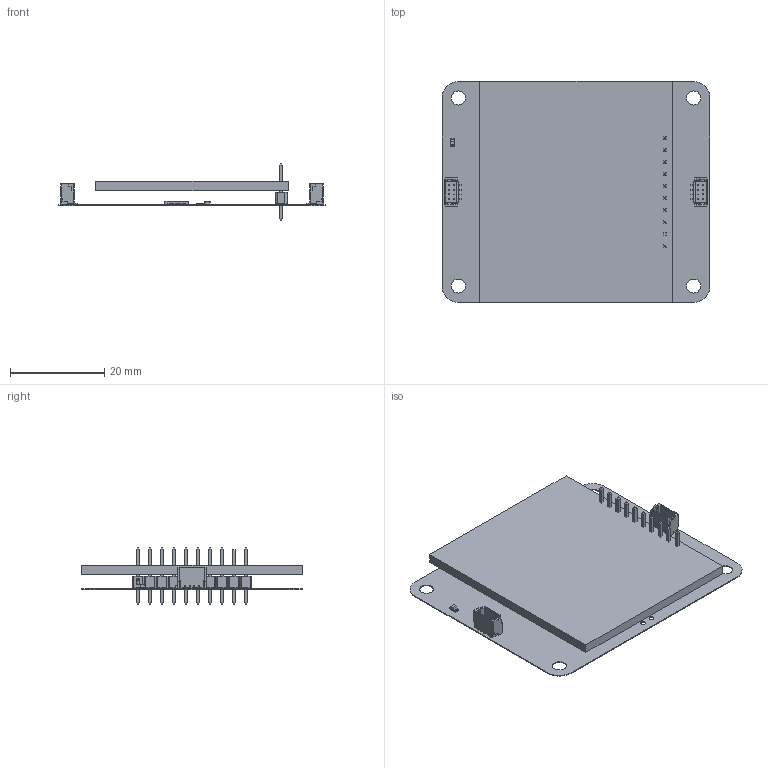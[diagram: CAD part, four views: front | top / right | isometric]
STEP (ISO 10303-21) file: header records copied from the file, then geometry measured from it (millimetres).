
FILE_DESCRIPTION(('Open CASCADE Model'),'2;1');
FILE_NAME('Open CASCADE Shape Model','2025-05-20T10:58:49',('Author'),( 'Open CASCADE'),'Open CASCADE STEP processor 7.5','Open CASCADE 7.5' ,'Unknown');
FILE_SCHEMA(('AUTOMOTIVE_DESIGN { 1 0 10303 214 1 1 1 1 }'));
Length unit declared in the file: millimetre
Products named in the file (36): PCB; Board; Open CASCADE STEP translator 7.5 31.1.1; STAT1; 0603 LED Green; Solid1; Solid4; C2; 0805 SMD Capacitor; J11; Conn_Sullins_PEC10SAAN_eec; _ _C10SAAN; 1; 2; Sullins Logo Adjastable; U; DUELink-U-Connector-BM04B-SRSS-TB; D; DUELink-Connector-BM04B-SRSS-TB; R4; User Library-R SMD 0402; User Library-R SMD 0402_0402 BODY; User Library-R SMD 0402_0402 PAD; User Library-R SMD 0402_0402 OPIS; C1; C0402; Free-Models; STM32-QFN32; 10546588048; Extruded
Assembly tree (36 placements, depth 4):
  PCB
    Board
      Open CASCADE STEP translator 7.5 31.1.1
    STAT1
      0603 LED Green
        Solid1
        Solid4
        Solid1
        Solid1
        Solid4
        Solid1
        Solid1
        Solid1
    C2
      0805 SMD Capacitor
    J11
      Conn_Sullins_PEC10SAAN_eec
        _ _C10SAAN
        1
        2
        Sullins Logo Adjastable
    U
      DUELink-U-Connector-BM04B-SRSS-TB
    D
      DUELink-Connector-BM04B-SRSS-TB
    R4
      User Library-R SMD 0402
        User Library-R SMD 0402_0402 BODY
        User Library-R SMD 0402_0402 PAD  x2
        User Library-R SMD 0402_0402 OPIS
    C1
      C0402
    Free-Models
      STM32-QFN32
      10546588048
        Extruded
Bounding box: 57 x 47 x 12.01 mm (x, y, z)
Volume: 4649.1 mm3; surface area: 10596.6 mm2
Topology: 102 solids, 102 shells, 1596 faces, 5286 edges, 5348 vertices
Faces by surface type: plane 1261, cylinder 235, bspline 84, sphere 8, revolution 8
Full cylindrical faces by diameter (mm): 0.508 x10, 1.016 x2, 1.02 x10, 3 x4
Entity records: 66154 total; most frequent: CARTESIAN_POINT 16611, DIRECTION 8714, ORIENTED_EDGE 7640, LINE 4532, VECTOR 4532, EDGE_CURVE 3820, VERTEX_POINT 2472, AXIS2_PLACEMENT_3D 2087
